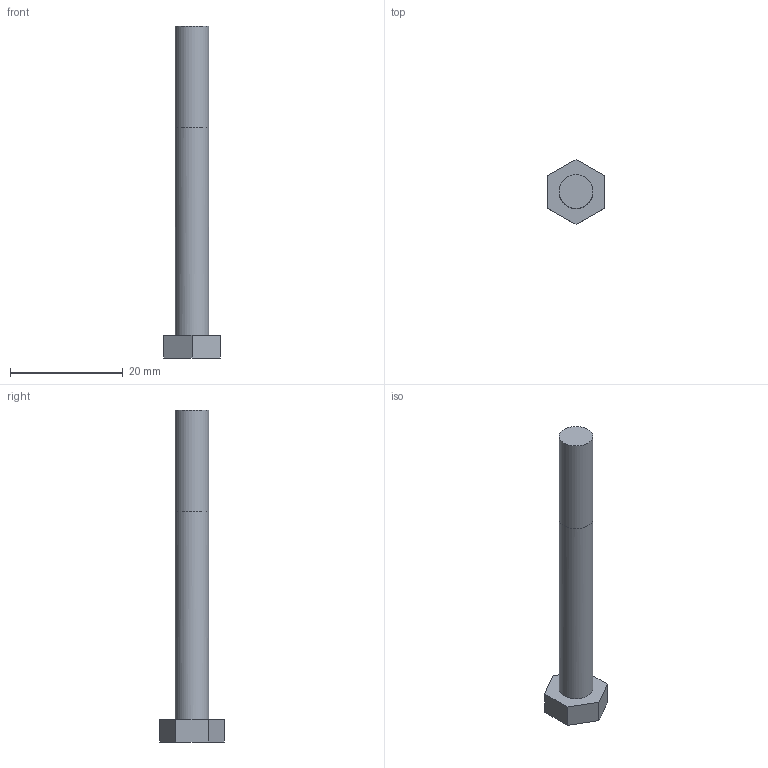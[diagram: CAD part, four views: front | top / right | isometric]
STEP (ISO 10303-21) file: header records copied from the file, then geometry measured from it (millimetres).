
FILE_DESCRIPTION(('FreeCAD Model'),'2;1');
FILE_NAME('Hexagon_head_bolt_DINENISO4014_M6_55.step','2015-05-30T11:51:56',('Author'),(''), 'Open CASCADE STEP processor 6.8','FreeCAD','Unknown');
FILE_SCHEMA(('AUTOMOTIVE_DESIGN_CC2 { 1 2 10303 214 -1 1 5 4 }'));
Length unit declared in the file: millimetre
Products named in the file (1): Hexagon_head_bolt_DINENISO4014_M6_55
Bounding box: 10 x 11.55 x 59 mm (x, y, z)
Volume: 1901.5 mm3; surface area: 1348.5 mm2
Topology: 1 solids, 1 shells, 11 faces, 35 edges, 27 vertices
Faces by surface type: plane 9, cylinder 2
Full cylindrical faces by diameter (mm): 6 x2
Entity records: 957 total; most frequent: CARTESIAN_POINT 144, DIRECTION 144, LINE 76, VECTOR 76, ORIENTED_EDGE 70, PCURVE 70, DEFINITIONAL_REPRESENTATION 70, EDGE_CURVE 35
